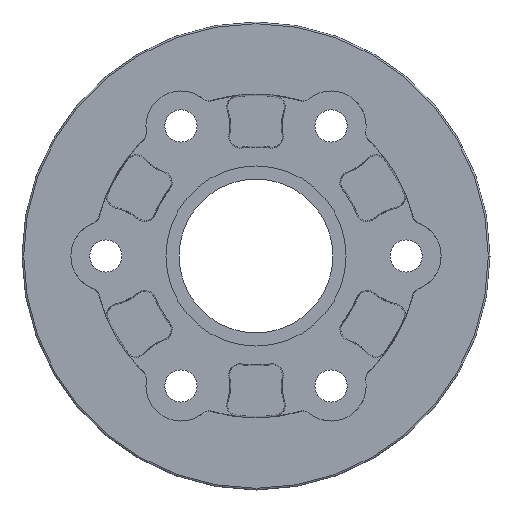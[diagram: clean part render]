
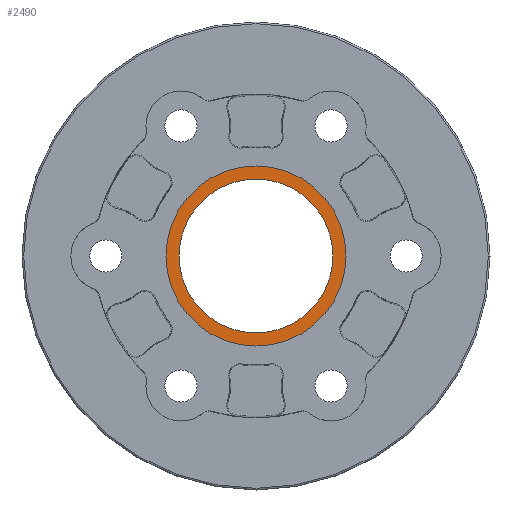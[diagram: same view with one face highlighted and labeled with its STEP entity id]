
A CAD part, left-side view. The second image highlights one B-rep face of the part: STEP entity #2490.
In plain terms, the highlighted planar face has unit normal (-1, 0, 0).
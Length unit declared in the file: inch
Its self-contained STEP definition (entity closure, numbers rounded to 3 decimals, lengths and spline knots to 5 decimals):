
#1919 = DIRECTION ( 'NONE',  ( -1., 0., 0. ) ) ;
#2470 = ORIENTED_EDGE ( 'NONE', *, *, #4813, .T. ) ;
#2490 = ADVANCED_FACE ( 'NONE', ( #14348, #6819 ), #13872, .T. ) ;
#2960 = VERTEX_POINT ( 'NONE', #4960 ) ;
#4155 = EDGE_CURVE ( 'NONE', #8041, #22044, #7474, .T. ) ;
#4813 = EDGE_CURVE ( 'NONE', #22044, #8041, #12022, .T. ) ;
#4955 = EDGE_LOOP ( 'NONE', ( #19604, #14489 ) ) ;
#4960 = CARTESIAN_POINT ( 'NONE',  ( 0.2525, -0.5625, 0. ) ) ;
#5432 = CIRCLE ( 'NONE', #7954, 0.5625 ) ;
#6308 = EDGE_CURVE ( 'NONE', #24676, #2960, #20661, .T. ) ;
#6819 = FACE_OUTER_BOUND ( 'NONE', #4955, .T. ) ;
#7474 = CIRCLE ( 'NONE', #27035, 0.4805 ) ;
#7605 = DIRECTION ( 'NONE',  ( 0., -1., 0. ) ) ;
#7954 = AXIS2_PLACEMENT_3D ( 'NONE', #8889, #17849, #30260 ) ;
#8041 = VERTEX_POINT ( 'NONE', #21166 ) ;
#8889 = CARTESIAN_POINT ( 'NONE',  ( 0.2525, 0., 0. ) ) ;
#9168 = CARTESIAN_POINT ( 'NONE',  ( 0.2525, 0., 0. ) ) ;
#11201 = DIRECTION ( 'NONE',  ( 0., -1., 0. ) ) ;
#11987 = DIRECTION ( 'NONE',  ( 0., 0., 1. ) ) ;
#12022 = CIRCLE ( 'NONE', #21576, 0.4805 ) ;
#13243 = CARTESIAN_POINT ( 'NONE',  ( 0.2525, 0., 0. ) ) ;
#13805 = AXIS2_PLACEMENT_3D ( 'NONE', #9168, #1919, #11987 ) ;
#13872 = PLANE ( 'NONE',  #13805 ) ;
#14348 = FACE_BOUND ( 'NONE', #17726, .T. ) ;
#14489 = ORIENTED_EDGE ( 'NONE', *, *, #6308, .T. ) ;
#14987 = CARTESIAN_POINT ( 'NONE',  ( 0.2525, 0., 0. ) ) ;
#15136 = AXIS2_PLACEMENT_3D ( 'NONE', #14987, #28839, #7605 ) ;
#15660 = EDGE_CURVE ( 'NONE', #2960, #24676, #5432, .T. ) ;
#16340 = CARTESIAN_POINT ( 'NONE',  ( 0.2525, 0., 0. ) ) ;
#16805 = DIRECTION ( 'NONE',  ( 0., -1., 0. ) ) ;
#17426 = CARTESIAN_POINT ( 'NONE',  ( 0.2525, 0.4805, 0. ) ) ;
#17726 = EDGE_LOOP ( 'NONE', ( #23307, #2470 ) ) ;
#17849 = DIRECTION ( 'NONE',  ( -1., 0., 0. ) ) ;
#19604 = ORIENTED_EDGE ( 'NONE', *, *, #15660, .T. ) ;
#20471 = DIRECTION ( 'NONE',  ( 1., 0., 0. ) ) ;
#20661 = CIRCLE ( 'NONE', #15136, 0.5625 ) ;
#21166 = CARTESIAN_POINT ( 'NONE',  ( 0.2525, -0.4805, 0. ) ) ;
#21576 = AXIS2_PLACEMENT_3D ( 'NONE', #13243, #20471, #11201 ) ;
#22044 = VERTEX_POINT ( 'NONE', #17426 ) ;
#23307 = ORIENTED_EDGE ( 'NONE', *, *, #4155, .T. ) ;
#23428 = DIRECTION ( 'NONE',  ( 1., 0., 0. ) ) ;
#24676 = VERTEX_POINT ( 'NONE', #30708 ) ;
#27035 = AXIS2_PLACEMENT_3D ( 'NONE', #16340, #23428, #16805 ) ;
#28839 = DIRECTION ( 'NONE',  ( -1., 0., 0. ) ) ;
#30260 = DIRECTION ( 'NONE',  ( 0., -1., 0. ) ) ;
#30708 = CARTESIAN_POINT ( 'NONE',  ( 0.2525, 0.5625, 0. ) ) ;
